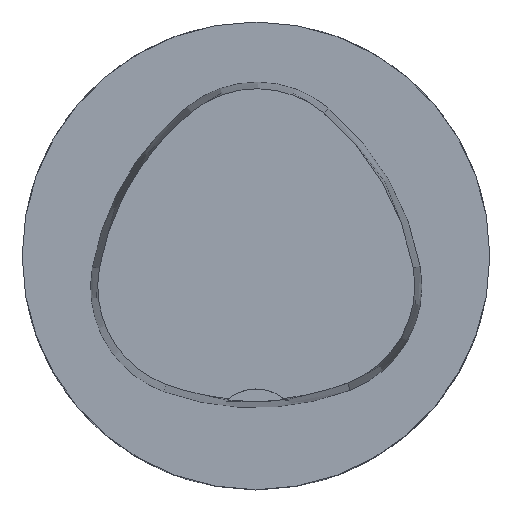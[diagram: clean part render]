
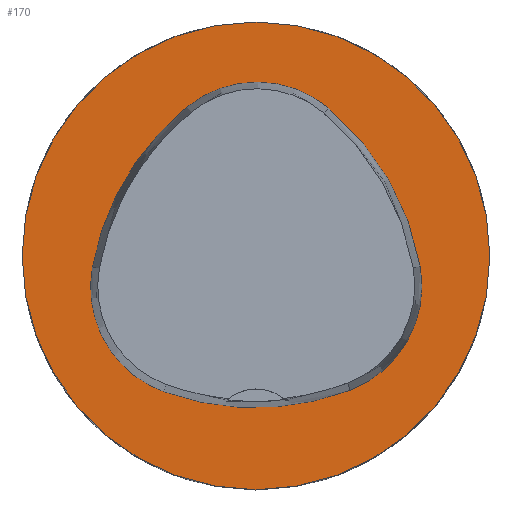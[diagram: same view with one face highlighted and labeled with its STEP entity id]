
A CAD part, top view. The second image highlights one B-rep face of the part: STEP entity #170.
In plain terms, the highlighted planar face has unit normal (0, 0, 1).
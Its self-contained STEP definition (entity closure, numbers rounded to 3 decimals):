
#107=PLANE('',#613);
#170=ADVANCED_FACE('',(#225,#226),#107,.T.);
#197=CIRCLE('',#584,31.5);
#199=CIRCLE('',#591,36.0);
#201=CIRCLE('',#594,15.0);
#203=CIRCLE('',#597,36.0);
#205=CIRCLE('',#600,15.0);
#209=CIRCLE('',#605,36.0);
#211=CIRCLE('',#608,15.0);
#225=FACE_BOUND('',#246,.T.);
#226=FACE_BOUND('',#247,.T.);
#246=EDGE_LOOP('',(#335,#336,#337,#338,#339,#340));
#247=EDGE_LOOP('',(#341));
#335=ORIENTED_EDGE('',*,*,#491,.T.);
#336=ORIENTED_EDGE('',*,*,#471,.T.);
#337=ORIENTED_EDGE('',*,*,#475,.T.);
#338=ORIENTED_EDGE('',*,*,#478,.T.);
#339=ORIENTED_EDGE('',*,*,#481,.T.);
#340=ORIENTED_EDGE('',*,*,#489,.T.);
#341=ORIENTED_EDGE('',*,*,#461,.F.);
#417=VERTEX_POINT('',#814);
#427=VERTEX_POINT('',#835);
#428=VERTEX_POINT('',#836);
#431=VERTEX_POINT('',#844);
#433=VERTEX_POINT('',#850);
#435=VERTEX_POINT('',#856);
#442=VERTEX_POINT('',#877);
#461=EDGE_CURVE('',#417,#417,#197,.T.);
#471=EDGE_CURVE('',#427,#428,#199,.T.);
#475=EDGE_CURVE('',#428,#431,#201,.T.);
#478=EDGE_CURVE('',#431,#433,#203,.T.);
#481=EDGE_CURVE('',#433,#435,#205,.T.);
#489=EDGE_CURVE('',#435,#442,#209,.T.);
#491=EDGE_CURVE('',#442,#427,#211,.T.);
#584=AXIS2_PLACEMENT_3D('',#813,#655,#656);
#591=AXIS2_PLACEMENT_3D('',#834,#673,#674);
#594=AXIS2_PLACEMENT_3D('',#843,#681,#682);
#597=AXIS2_PLACEMENT_3D('',#849,#688,#689);
#600=AXIS2_PLACEMENT_3D('',#855,#695,#696);
#605=AXIS2_PLACEMENT_3D('',#878,#707,#708);
#608=AXIS2_PLACEMENT_3D('',#881,#713,#714);
#613=AXIS2_PLACEMENT_3D('',#886,#723,#724);
#655=DIRECTION('',(0.0,0.0,-1.0));
#656=DIRECTION('',(-1.0,0.0,0.0));
#673=DIRECTION('',(0.0,0.0,-1.0));
#674=DIRECTION('',(-1.0,0.0,0.0));
#681=DIRECTION('',(0.0,0.0,-1.0));
#682=DIRECTION('',(-1.0,0.0,0.0));
#688=DIRECTION('',(0.0,0.0,-1.0));
#689=DIRECTION('',(-1.0,0.0,0.0));
#695=DIRECTION('',(0.0,0.0,-1.0));
#696=DIRECTION('',(-1.0,0.0,0.0));
#707=DIRECTION('',(0.0,0.0,-1.0));
#708=DIRECTION('',(-1.0,0.0,0.0));
#713=DIRECTION('',(0.0,0.0,-1.0));
#714=DIRECTION('',(-1.0,0.0,0.0));
#723=DIRECTION('',(0.0,0.0,1.0));
#724=DIRECTION('',(-1.0,0.0,0.0));
#813=CARTESIAN_POINT('',(0.0,0.0,0.0));
#814=CARTESIAN_POINT('',(-31.5,0.0,0.0));
#834=CARTESIAN_POINT('',(13.398,-7.893,0.0));
#835=CARTESIAN_POINT('',(-22.041,-1.562,0.0));
#836=CARTESIAN_POINT('',(-9.317,20.036,0.0));
#843=CARTESIAN_POINT('',(0.148,8.399,0.0));
#844=CARTESIAN_POINT('',(9.779,19.898,0.0));
#849=CARTESIAN_POINT('',(-13.337,-7.7,0.0));
#850=CARTESIAN_POINT('',(22.122,-1.48,0.0));
#855=CARTESIAN_POINT('',(7.347,-4.071,0.0));
#856=CARTESIAN_POINT('',(12.693,-18.087,0.0));
#877=CARTESIAN_POINT('',(-12.373,-18.307,0.0));
#878=CARTESIAN_POINT('',(-0.137,15.55,0.0));
#881=CARTESIAN_POINT('',(-7.275,-4.2,0.0));
#886=CARTESIAN_POINT('',(0.0,0.0,0.0));
